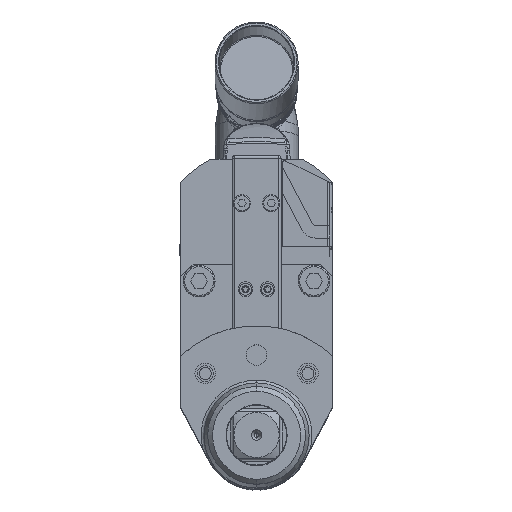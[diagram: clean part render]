
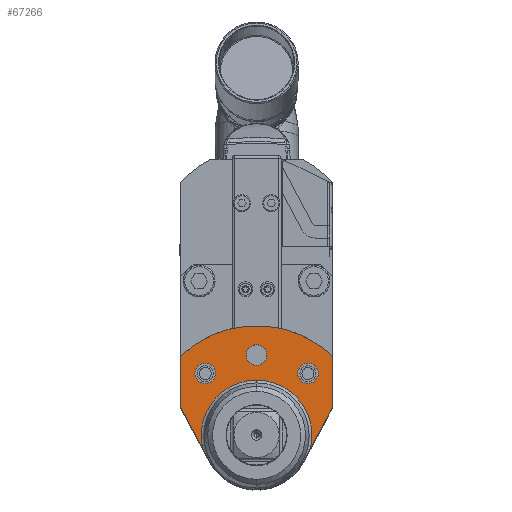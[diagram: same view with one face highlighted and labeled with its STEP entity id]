
A CAD part, top view. The second image highlights one B-rep face of the part: STEP entity #67266.
In plain terms, the highlighted planar face has unit normal (0, 0, 1).
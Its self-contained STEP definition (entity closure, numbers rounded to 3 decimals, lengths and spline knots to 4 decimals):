
#15462=CARTESIAN_POINT('',(0.,-3.0181,20.9055));
#15463=DIRECTION('',(0.,0.,1.));
#15464=DIRECTION('',(0.971,-0.238,0.));
#15465=AXIS2_PLACEMENT_3D('',#15462,#15463,#15464);
#15467=DIRECTION('',(-0.469,0.883,0.));
#15468=VECTOR('',#15467,0.7505);
#15469=CARTESIAN_POINT('',(-0.8681,-3.2303,
20.9055));
#15470=LINE('',#15469,#15468);
#15471=CARTESIAN_POINT('',(0.,-3.0181,20.9055));
#15472=DIRECTION('',(0.,0.,-1.));
#15473=DIRECTION('',(-0.689,0.725,0.));
#15474=AXIS2_PLACEMENT_3D('',#15471,#15472,#15473);
#15476=DIRECTION('',(-0.469,-0.883,0.));
#15477=VECTOR('',#15476,0.7505);
#15478=CARTESIAN_POINT('',(1.2205,-2.5677,
20.9055));
#15479=LINE('',#15478,#15477);
#15480=CARTESIAN_POINT('',(0.8268,-2.0142,
20.9055));
#15481=DIRECTION('',(0.,0.,1.));
#15482=DIRECTION('',(1.,0.,0.));
#15483=AXIS2_PLACEMENT_3D('',#15480,#15481,#15482);
#15485=CARTESIAN_POINT('',(0.8268,-2.0142,
20.9055));
#15486=DIRECTION('',(0.,0.,1.));
#15487=DIRECTION('',(-1.,0.,0.));
#15488=AXIS2_PLACEMENT_3D('',#15485,#15486,#15487);
#15490=CARTESIAN_POINT('',(-0.8268,-2.0142,
20.9055));
#15491=DIRECTION('',(0.,0.,1.));
#15492=DIRECTION('',(1.,0.,0.));
#15493=AXIS2_PLACEMENT_3D('',#15490,#15491,#15492);
#15495=CARTESIAN_POINT('',(-0.8268,-2.0142,
20.9055));
#15496=DIRECTION('',(0.,0.,1.));
#15497=DIRECTION('',(-1.,0.,0.));
#15498=AXIS2_PLACEMENT_3D('',#15495,#15496,#15497);
#15500=CARTESIAN_POINT('',(0.,-1.7189,20.9055));
#15501=DIRECTION('',(0.,0.,1.));
#15502=DIRECTION('',(1.,0.,0.));
#15503=AXIS2_PLACEMENT_3D('',#15500,#15501,#15502);
#15505=CARTESIAN_POINT('',(0.,-1.7189,20.9055));
#15506=DIRECTION('',(0.,0.,1.));
#15507=DIRECTION('',(-1.,0.,0.));
#15508=AXIS2_PLACEMENT_3D('',#15505,#15506,#15507);
#15548=CARTESIAN_POINT('',(0.,-3.0181,20.9055));
#15549=DIRECTION('',(0.,0.,-1.));
#15550=DIRECTION('',(-0.971,-0.238,0.));
#15551=AXIS2_PLACEMENT_3D('',#15548,#15549,#15550);
#16391=DIRECTION('',(0.,1.,0.));
#16392=VECTOR('',#16391,0.8338);
#16393=CARTESIAN_POINT('',(1.2205,-2.5677,
20.9055));
#16394=LINE('',#16393,#16392);
#16403=DIRECTION('',(0.,-1.,0.));
#16404=VECTOR('',#16403,0.8338);
#16405=CARTESIAN_POINT('',(-1.2205,-1.7339,
20.9055));
#16406=LINE('',#16405,#16404);
#41847=CARTESIAN_POINT('',(-0.8681,-3.2303,
20.9055));
#41848=CARTESIAN_POINT('',(-1.2205,-2.5677,
20.9055));
#41849=VERTEX_POINT('',#41847);
#41850=VERTEX_POINT('',#41848);
#41851=CARTESIAN_POINT('',(0.8681,-3.2304,
20.9055));
#41852=CARTESIAN_POINT('',(0.,-2.1244,20.9055));
#41853=VERTEX_POINT('',#41851);
#41854=VERTEX_POINT('',#41852);
#41855=CARTESIAN_POINT('',(-1.2205,-1.7339,
20.9055));
#41856=VERTEX_POINT('',#41855);
#41857=CARTESIAN_POINT('',(1.2205,-1.7339,
20.9055));
#41858=VERTEX_POINT('',#41857);
#41859=CARTESIAN_POINT('',(1.2205,-2.5677,
20.9055));
#41860=VERTEX_POINT('',#41859);
#41861=CARTESIAN_POINT('',(0.9917,-2.0142,
20.9055));
#41862=CARTESIAN_POINT('',(0.6619,-2.0142,
20.9055));
#41863=VERTEX_POINT('',#41861);
#41864=VERTEX_POINT('',#41862);
#41865=CARTESIAN_POINT('',(-0.6619,-2.0142,
20.9055));
#41866=CARTESIAN_POINT('',(-0.9917,-2.0142,
20.9055));
#41867=VERTEX_POINT('',#41865);
#41868=VERTEX_POINT('',#41866);
#41869=CARTESIAN_POINT('',(0.1649,-1.7189,
20.9055));
#41870=CARTESIAN_POINT('',(-0.1649,-1.7189,
20.9055));
#41871=VERTEX_POINT('',#41869);
#41872=VERTEX_POINT('',#41870);
#67228=CARTESIAN_POINT('',(0.,-3.0181,20.9055));
#67229=DIRECTION('',(0.,0.,1.));
#67230=DIRECTION('',(0.,1.,0.));
#67231=AXIS2_PLACEMENT_3D('',#67228,#67229,#67230);
#67232=PLANE('',#67231);
#67234=ORIENTED_EDGE('',*,*,#67233,.T.);
#67236=ORIENTED_EDGE('',*,*,#67235,.F.);
#67237=ORIENTED_EDGE('',*,*,#67210,.T.);
#67239=ORIENTED_EDGE('',*,*,#67238,.F.);
#67241=ORIENTED_EDGE('',*,*,#67240,.T.);
#67243=ORIENTED_EDGE('',*,*,#67242,.F.);
#67245=ORIENTED_EDGE('',*,*,#67244,.T.);
#67246=EDGE_LOOP('',(#67234,#67236,#67237,#67239,#67241,#67243,#67245));
#67247=FACE_OUTER_BOUND('',#67246,.F.);
#67249=ORIENTED_EDGE('',*,*,#67248,.T.);
#67251=ORIENTED_EDGE('',*,*,#67250,.T.);
#67252=EDGE_LOOP('',(#67249,#67251));
#67253=FACE_BOUND('',#67252,.F.);
#67255=ORIENTED_EDGE('',*,*,#67254,.T.);
#67257=ORIENTED_EDGE('',*,*,#67256,.T.);
#67258=EDGE_LOOP('',(#67255,#67257));
#67259=FACE_BOUND('',#67258,.F.);
#67261=ORIENTED_EDGE('',*,*,#67260,.T.);
#67263=ORIENTED_EDGE('',*,*,#67262,.T.);
#67264=EDGE_LOOP('',(#67261,#67263));
#67265=FACE_BOUND('',#67264,.F.);
#15466=CIRCLE('',#15465,0.8937);
#15475=CIRCLE('',#15474,1.7717);
#15484=CIRCLE('',#15483,0.1649);
#15489=CIRCLE('',#15488,0.1649);
#15494=CIRCLE('',#15493,0.1649);
#15499=CIRCLE('',#15498,0.1649);
#15504=CIRCLE('',#15503,0.1649);
#15509=CIRCLE('',#15508,0.1649);
#15552=CIRCLE('',#15551,0.8937);
#67210=EDGE_CURVE('',#41849,#41850,#15470,.T.);
#67233=EDGE_CURVE('',#41853,#41854,#15466,.T.);
#67235=EDGE_CURVE('',#41849,#41854,#15552,.T.);
#67238=EDGE_CURVE('',#41856,#41850,#16406,.T.);
#67240=EDGE_CURVE('',#41856,#41858,#15475,.T.);
#67242=EDGE_CURVE('',#41860,#41858,#16394,.T.);
#67244=EDGE_CURVE('',#41860,#41853,#15479,.T.);
#67248=EDGE_CURVE('',#41863,#41864,#15484,.T.);
#67250=EDGE_CURVE('',#41864,#41863,#15489,.T.);
#67254=EDGE_CURVE('',#41867,#41868,#15494,.T.);
#67256=EDGE_CURVE('',#41868,#41867,#15499,.T.);
#67260=EDGE_CURVE('',#41871,#41872,#15504,.T.);
#67262=EDGE_CURVE('',#41872,#41871,#15509,.T.);
#67266=ADVANCED_FACE('',(#67247,#67253,#67259,#67265),#67232,.T.);
